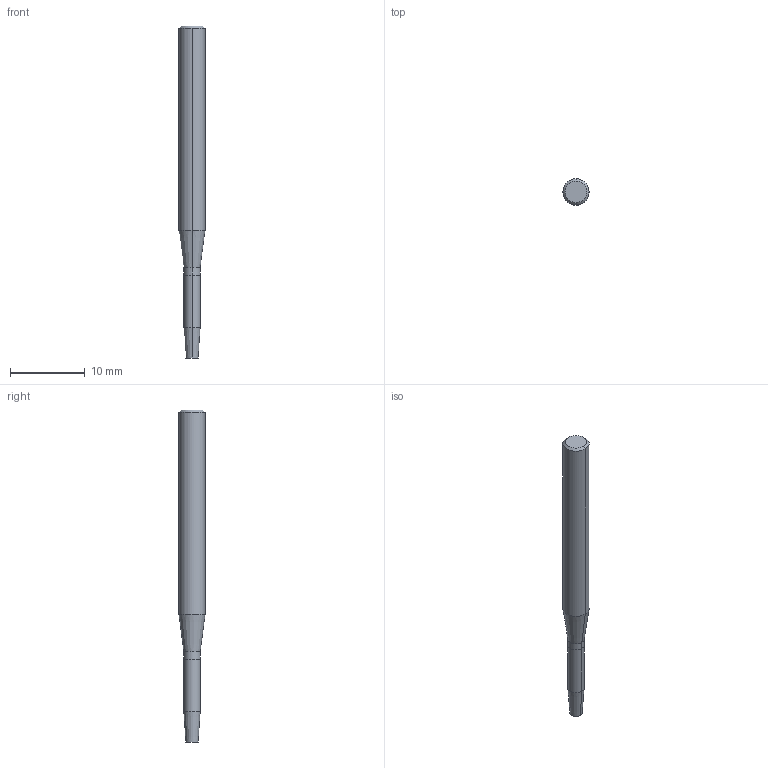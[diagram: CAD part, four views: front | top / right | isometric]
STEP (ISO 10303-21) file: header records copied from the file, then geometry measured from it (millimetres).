
FILE_DESCRIPTION(('no description'),'unknown implementation level');
FILE_NAME('solid1yxIE_MSX2V1pg9HFqBGWjuIfJg_1.STP',' ',('CIMSOURCE GmbH'),('CADClick - KiM GmbH - www.kimweb.de'),'unknown preprocess','ACIS','unknown authorization');
FILE_SCHEMA(('automotive_design'));
Length unit declared in the file: millimetre
Products named in the file (2): 1; 2
Bounding box: 3.5 x 3.5 x 44.5 mm (x, y, z)
Volume: 337.3 mm3; surface area: 535.6 mm2
Topology: 2 solids, 2 shells, 24 faces, 46 edges, 26 vertices
Faces by surface type: cone 10, cylinder 10, plane 4
Entity records: 1221 total; most frequent: DIRECTION 130, CARTESIAN_POINT 101, STYLED_ITEM 98, PRESENTATION_STYLE_ASSIGNMENT 98, COLOUR_RGB 98, ORIENTED_EDGE 92, AXIS2_PLACEMENT_3D 55, EDGE_CURVE 46
